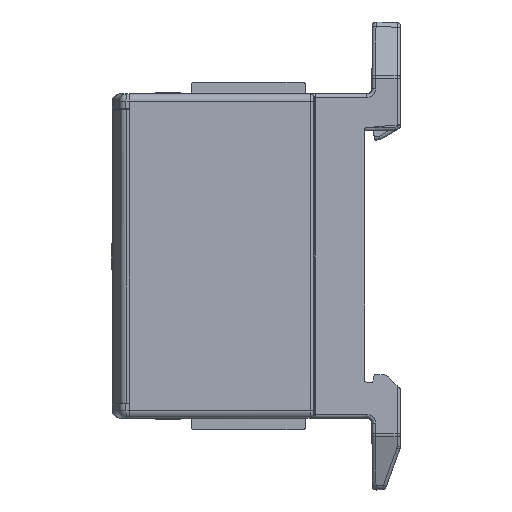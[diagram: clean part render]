
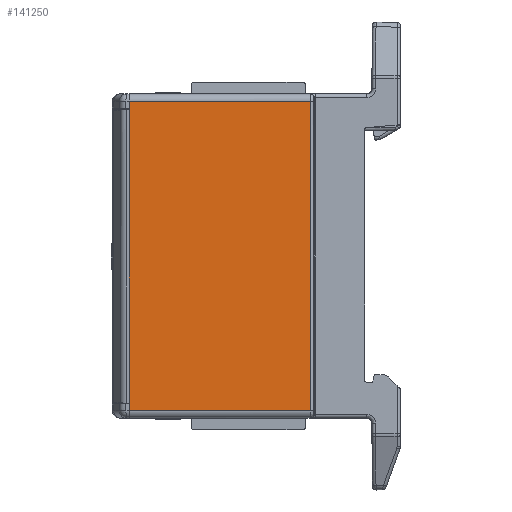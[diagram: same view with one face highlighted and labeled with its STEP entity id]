
A CAD part, left-side view. The second image highlights one B-rep face of the part: STEP entity #141250.
In plain terms, the highlighted planar face has unit normal (-1, 0.009, 0).
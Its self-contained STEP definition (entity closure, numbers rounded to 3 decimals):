
#94430=CARTESIAN_POINT('',(-39.469,-0.948,-21.5));
#94440=VERTEX_POINT('',#94430);
#95110=CARTESIAN_POINT('',(-39.469,-0.948,0.));
#95120=DIRECTION('',(0.,0.,1.));
#95130=VECTOR('',#95120,1.);
#95140=LINE('',#95110,#95130);
#95150=CARTESIAN_POINT('',(-39.469,-0.948,21.5));
#95160=VERTEX_POINT('',#95150);
#95170=EDGE_CURVE('',#94440,#95160,#95140,.T.);
#140410=CARTESIAN_POINT('',(-39.25,24.2,21.5));
#140420=DIRECTION('',(-0.009,-1.,0.));
#140430=VECTOR('',#140420,1.);
#140440=LINE('',#140410,#140430);
#140450=CARTESIAN_POINT('',(-39.25,24.2,21.5));
#140460=VERTEX_POINT('',#140450);
#140470=EDGE_CURVE('',#140460,#95160,#140440,.T.);
#140740=CARTESIAN_POINT('',(-39.474,-1.499,0.));
#140750=DIRECTION('',(-1.,0.009,0.));
#140760=DIRECTION('',(0.,0.,1.));
#140770=AXIS2_PLACEMENT_3D('',#140740,#140750,#140760);
#140780=PLANE('',#140770);
#140790=CARTESIAN_POINT('',(-39.461,0.009,-21.5)
);
#140800=DIRECTION('',(0.009,1.,
0.));
#140810=VECTOR('',#140800,1.);
#140820=LINE('',#140790,#140810);
#140830=CARTESIAN_POINT('',(-39.25,24.2,-21.5));
#140840=VERTEX_POINT('',#140830);
#140850=EDGE_CURVE('',#94440,#140840,#140820,.T.);
#140860=ORIENTED_EDGE('',*,*,#140850,.F.);
#140870=CARTESIAN_POINT('',(-39.25,24.2,-20.5));
#140880=DIRECTION('',(0.,0.,-1.));
#140890=VECTOR('',#140880,1.);
#140900=LINE('',#140870,#140890);
#140910=CARTESIAN_POINT('',(-39.25,24.2,-20.5));
#140920=VERTEX_POINT('',#140910);
#140930=EDGE_CURVE('',#140920,#140840,#140900,.T.);
#140940=ORIENTED_EDGE('',*,*,#140930,.T.);
#140950=CARTESIAN_POINT('',(-39.25,24.2,20.5));
#140960=DIRECTION('',(0.,0.,-1.));
#140970=VECTOR('',#140960,1.);
#140980=LINE('',#140950,#140970);
#140990=CARTESIAN_POINT('',(-39.25,24.2,-20.418));
#141000=VERTEX_POINT('',#140990);
#141010=EDGE_CURVE('',#141000,#140920,#140980,.T.);
#141020=ORIENTED_EDGE('',*,*,#141010,.T.);
#141030=CARTESIAN_POINT('',(-39.25,24.2,0.));
#141040=DIRECTION('',(0.,0.,1.));
#141050=VECTOR('',#141040,1.);
#141060=LINE('',#141030,#141050);
#141070=CARTESIAN_POINT('',(-39.25,24.2,20.282));
#141080=VERTEX_POINT('',#141070);
#141090=EDGE_CURVE('',#141000,#141080,#141060,.T.);
#141100=ORIENTED_EDGE('',*,*,#141090,.F.);
#141110=CARTESIAN_POINT('',(-39.25,24.2,20.5));
#141120=VERTEX_POINT('',#141110);
#141130=EDGE_CURVE('',#141120,#141080,#140980,.T.);
#141140=ORIENTED_EDGE('',*,*,#141130,.T.);
#141150=CARTESIAN_POINT('',(-39.25,24.2,21.5));
#141160=DIRECTION('',(0.,0.,-1.));
#141170=VECTOR('',#141160,1.);
#141180=LINE('',#141150,#141170);
#141190=EDGE_CURVE('',#140460,#141120,#141180,.T.);
#141200=ORIENTED_EDGE('',*,*,#141190,.T.);
#141210=ORIENTED_EDGE('',*,*,#140470,.F.);
#141220=ORIENTED_EDGE('',*,*,#95170,.T.);
#141230=EDGE_LOOP('',(#141220,#141210,#141200,#141140,#141100,#141020,
#140940,#140860));
#141240=FACE_OUTER_BOUND('',#141230,.T.);
#141250=ADVANCED_FACE('',(#141240),#140780,.T.);
